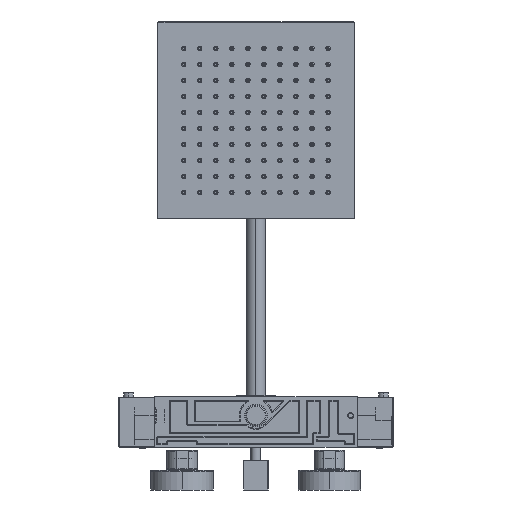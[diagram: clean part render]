
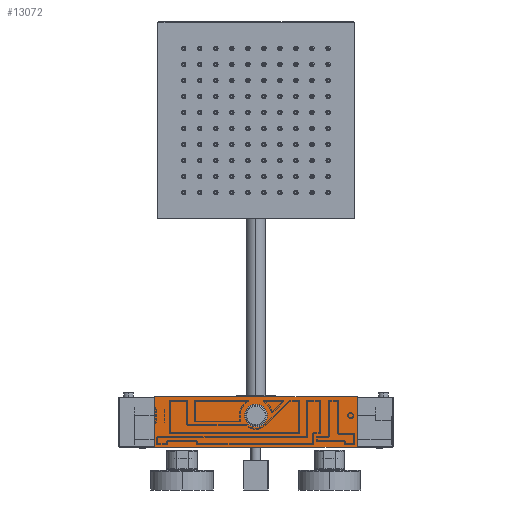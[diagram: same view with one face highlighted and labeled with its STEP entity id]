
A CAD part, front view. The second image highlights one B-rep face of the part: STEP entity #13072.
In plain terms, the highlighted planar face has unit normal (0, -1, 0).
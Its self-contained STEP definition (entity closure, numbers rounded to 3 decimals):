
#2976=DIRECTION('',(0.,0.,1.));
#2977=VECTOR('',#2976,51.);
#2978=CARTESIAN_POINT('',(-103.,-18.75,-25.));
#2979=LINE('',#2978,#2977);
#2999=CARTESIAN_POINT('',(-58.,-18.75,-30.));
#3000=DIRECTION('',(0.,1.,0.));
#3001=DIRECTION('',(0.,0.,1.));
#3002=AXIS2_PLACEMENT_3D('',#2999,#3000,#3001);
#3021=CARTESIAN_POINT('',(58.,-18.75,-30.));
#3022=DIRECTION('',(0.,1.,0.));
#3023=DIRECTION('',(-0.6,0.,0.8));
#3024=AXIS2_PLACEMENT_3D('',#3021,#3022,#3023);
#3030=DIRECTION('',(-1.,0.,0.));
#3031=VECTOR('',#3030,110.);
#3032=CARTESIAN_POINT('',(55.,-18.75,-26.));
#3033=LINE('',#3032,#3031);
#3034=DIRECTION('',(1.,0.,0.));
#3035=VECTOR('',#3034,45.);
#3036=CARTESIAN_POINT('',(-103.,-18.75,-25.));
#3037=LINE('',#3036,#3035);
#3038=DIRECTION('',(-1.,0.,0.));
#3039=VECTOR('',#3038,45.);
#3040=CARTESIAN_POINT('',(103.,-18.75,-25.));
#3041=LINE('',#3040,#3039);
#3042=DIRECTION('',(1.,0.,0.));
#3043=VECTOR('',#3042,206.);
#3044=CARTESIAN_POINT('',(-103.,-18.75,26.));
#3045=LINE('',#3044,#3043);
#3050=DIRECTION('',(0.,0.,1.));
#3051=VECTOR('',#3050,51.);
#3052=CARTESIAN_POINT('',(103.,-18.75,-25.));
#3053=LINE('',#3052,#3051);
#5288=CARTESIAN_POINT('',(0.,-18.75,7.));
#5289=DIRECTION('',(0.,-1.,0.));
#5290=DIRECTION('',(1.,0.,0.));
#5291=AXIS2_PLACEMENT_3D('',#5288,#5289,#5290);
#5298=CARTESIAN_POINT('',(0.,-18.75,7.));
#5299=DIRECTION('',(0.,-1.,0.));
#5300=DIRECTION('',(-1.,0.,0.));
#5301=AXIS2_PLACEMENT_3D('',#5298,#5299,#5300);
#6929=CARTESIAN_POINT('',(103.,-18.75,-25.));
#6931=VERTEX_POINT('',#6929);
#6932=CARTESIAN_POINT('',(-103.,-18.75,-25.));
#6934=VERTEX_POINT('',#6932);
#6936=CARTESIAN_POINT('',(103.,-18.75,26.));
#6938=VERTEX_POINT('',#6936);
#6940=CARTESIAN_POINT('',(-103.,-18.75,26.));
#6942=VERTEX_POINT('',#6940);
#7059=CARTESIAN_POINT('',(58.,-18.75,-25.));
#7061=VERTEX_POINT('',#7059);
#7063=CARTESIAN_POINT('',(55.,-18.75,-26.));
#7065=VERTEX_POINT('',#7063);
#7067=CARTESIAN_POINT('',(-55.,-18.75,-26.));
#7069=VERTEX_POINT('',#7067);
#7071=CARTESIAN_POINT('',(-58.,-18.75,-25.));
#7073=VERTEX_POINT('',#7071);
#8245=CARTESIAN_POINT('',(11.5,-18.75,7.));
#8246=CARTESIAN_POINT('',(-11.5,-18.75,7.));
#8247=VERTEX_POINT('',#8245);
#8248=VERTEX_POINT('',#8246);
#13049=CARTESIAN_POINT('',(123.6,-18.75,-26.));
#13050=DIRECTION('',(0.,1.,0.));
#13051=DIRECTION('',(0.,0.,1.));
#13052=AXIS2_PLACEMENT_3D('',#13049,#13050,#13051);
#13053=PLANE('',#13052);
#13054=ORIENTED_EDGE('',*,*,#12993,.T.);
#13055=ORIENTED_EDGE('',*,*,#12971,.F.);
#13056=ORIENTED_EDGE('',*,*,#12949,.F.);
#13057=ORIENTED_EDGE('',*,*,#12922,.T.);
#13059=ORIENTED_EDGE('',*,*,#13058,.T.);
#13061=ORIENTED_EDGE('',*,*,#13060,.F.);
#13062=ORIENTED_EDGE('',*,*,#13033,.T.);
#13063=ORIENTED_EDGE('',*,*,#13015,.F.);
#13064=EDGE_LOOP('',(#13054,#13055,#13056,#13057,#13059,#13061,#13062,#13063));
#13065=FACE_OUTER_BOUND('',#13064,.F.);
#13067=ORIENTED_EDGE('',*,*,#13066,.T.);
#13069=ORIENTED_EDGE('',*,*,#13068,.T.);
#13070=EDGE_LOOP('',(#13067,#13069));
#13071=FACE_BOUND('',#13070,.F.);
#13072=ADVANCED_FACE('',(#13065,#13071),#13053,.F.);
#3003=CIRCLE('',#3002,5.);
#3025=CIRCLE('',#3024,5.);
#5292=CIRCLE('',#5291,11.5);
#5302=CIRCLE('',#5301,11.5);
#12922=EDGE_CURVE('',#6934,#6942,#2979,.T.);
#12949=EDGE_CURVE('',#6934,#7073,#3037,.T.);
#12971=EDGE_CURVE('',#7073,#7069,#3003,.T.);
#12993=EDGE_CURVE('',#7065,#7069,#3033,.T.);
#13015=EDGE_CURVE('',#7065,#7061,#3025,.T.);
#13033=EDGE_CURVE('',#6931,#7061,#3041,.T.);
#13058=EDGE_CURVE('',#6942,#6938,#3045,.T.);
#13060=EDGE_CURVE('',#6931,#6938,#3053,.T.);
#13066=EDGE_CURVE('',#8247,#8248,#5292,.T.);
#13068=EDGE_CURVE('',#8248,#8247,#5302,.T.);
